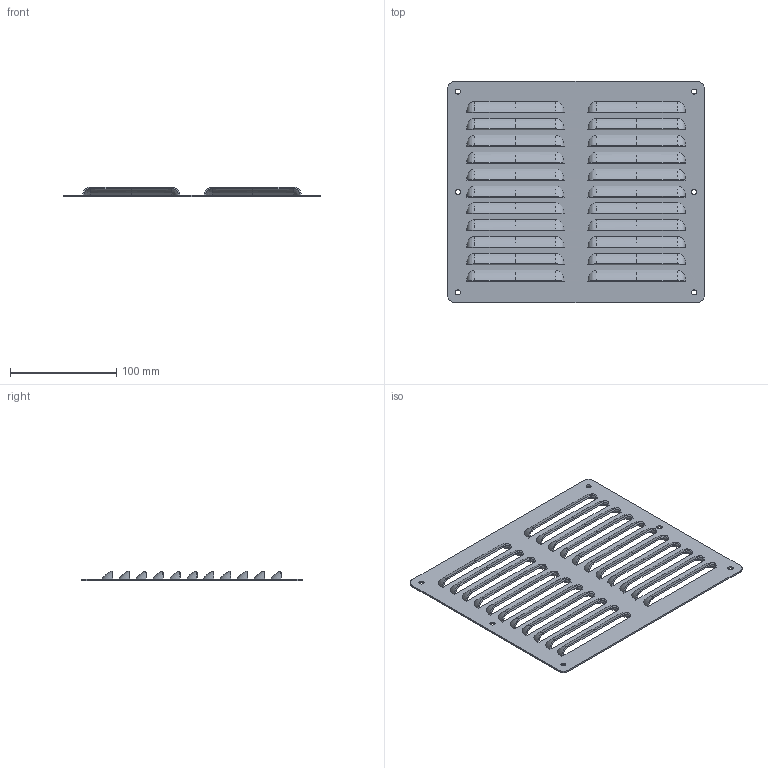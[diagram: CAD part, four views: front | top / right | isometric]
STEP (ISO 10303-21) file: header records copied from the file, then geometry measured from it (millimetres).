
FILE_DESCRIPTION (( 'STEP AP214' ), '1' );
FILE_NAME ('SCE-AVK86.STEP', '2022-09-02T18:48:20', ( '' ), ( '' ), 'SwSTEP 2.0', 'SolidWorks 2021', '' );
FILE_SCHEMA (( 'AUTOMOTIVE_DESIGN' ));
Length unit declared in the file: inch
Products named in the file (1): SCE-AVK86
Bounding box: 241.3 x 207.96 x 9.35 mm (x, y, z)
Volume: 87367.9 mm3; surface area: 121700.3 mm2
Topology: 1 solids, 1 shells, 352 faces, 852 edges, 502 vertices
Faces by surface type: bspline 176, cylinder 104, plane 72
Entity records: 59146 total; most frequent: CARTESIAN_POINT 52241, ORIENTED_EDGE 1704, EDGE_CURVE 852, DIRECTION 842, VERTEX_POINT 502, B_SPLINE_CURVE_WITH_KNOTS 440, EDGE_LOOP 408, FACE_OUTER_BOUND 352
